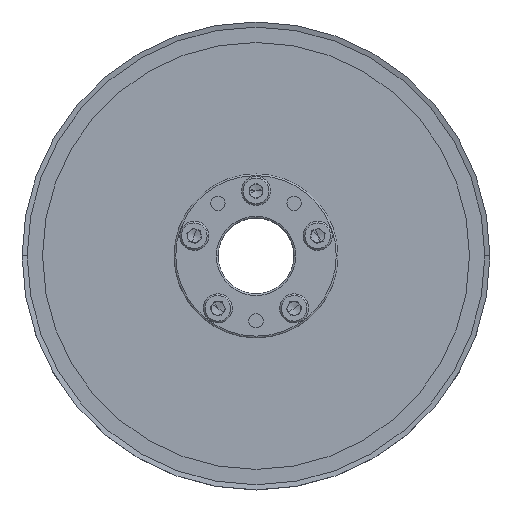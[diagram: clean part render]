
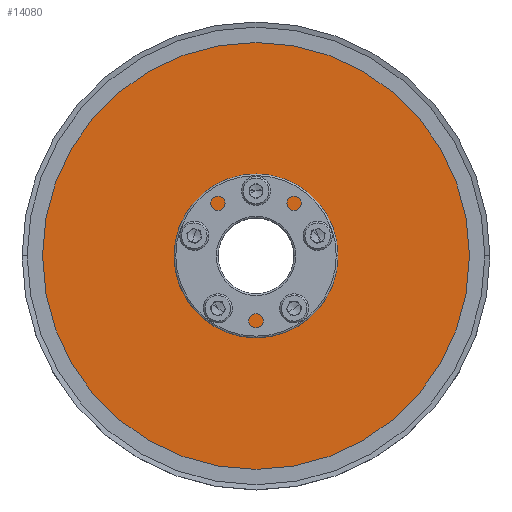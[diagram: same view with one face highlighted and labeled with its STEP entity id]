
A CAD part, top view. The second image highlights one B-rep face of the part: STEP entity #14080.
In plain terms, the highlighted planar face has unit normal (0, 0, 1).
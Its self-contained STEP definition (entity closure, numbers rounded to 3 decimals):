
#102 = EDGE_CURVE ( 'NONE', #1483, #2110, #18670, .T. ) ;
#126 = FACE_BOUND ( 'NONE', #17290, .T. ) ;
#341 = FACE_BOUND ( 'NONE', #2604, .T. ) ;
#618 = CARTESIAN_POINT ( 'NONE',  ( 62.5, 0., 22. ) ) ;
#721 = VERTEX_POINT ( 'NONE', #618 ) ;
#1087 = CARTESIAN_POINT ( 'NONE',  ( 15.97, 5.871, 22. ) ) ;
#1236 = DIRECTION ( 'NONE',  ( 1., 0., 0. ) ) ;
#1377 = AXIS2_PLACEMENT_3D ( 'NONE', #14473, #8075, #14662 ) ;
#1483 = VERTEX_POINT ( 'NONE', #3864 ) ;
#1588 = VERTEX_POINT ( 'NONE', #5707 ) ;
#1725 = DIRECTION ( 'NONE',  ( 0., 0., 1. ) ) ;
#1853 = EDGE_CURVE ( 'NONE', #6079, #5798, #8116, .T. ) ;
#1951 = AXIS2_PLACEMENT_3D ( 'NONE', #4021, #17263, #17158 ) ;
#2110 = VERTEX_POINT ( 'NONE', #20771 ) ;
#2269 = CARTESIAN_POINT ( 'NONE',  ( -9.068, -15.371, 22. ) ) ;
#2604 = EDGE_LOOP ( 'NONE', ( #2854, #9311 ) ) ;
#2672 = CIRCLE ( 'NONE', #8526, 2.1 ) ;
#2773 = CIRCLE ( 'NONE', #16188, 62.5 ) ;
#2849 = AXIS2_PLACEMENT_3D ( 'NONE', #20873, #17554, #17645 ) ;
#2854 = ORIENTED_EDGE ( 'NONE', *, *, #10279, .F. ) ;
#2945 = DIRECTION ( 'NONE',  ( 0., 0., 1. ) ) ;
#3025 = CARTESIAN_POINT ( 'NONE',  ( 12.413, 0., 22. ) ) ;
#3331 = DIRECTION ( 'NONE',  ( 1., 0., 0. ) ) ;
#3339 = FACE_BOUND ( 'NONE', #10842, .T. ) ;
#3864 = CARTESIAN_POINT ( 'NONE',  ( 9.068, -15.371, 22. ) ) ;
#3906 = DIRECTION ( 'NONE',  ( 0., 0., 1. ) ) ;
#3921 = AXIS2_PLACEMENT_3D ( 'NONE', #8285, #18178, #13137 ) ;
#4021 = CARTESIAN_POINT ( 'NONE',  ( -18.07, 5.871, 22. ) ) ;
#4064 = CIRCLE ( 'NONE', #16102, 12.413 ) ;
#4327 = CIRCLE ( 'NONE', #16359, 2.1 ) ;
#4720 = ORIENTED_EDGE ( 'NONE', *, *, #1853, .T. ) ;
#5590 = DIRECTION ( 'NONE',  ( -1., 0., 0. ) ) ;
#5707 = CARTESIAN_POINT ( 'NONE',  ( 20.17, 5.871, 22. ) ) ;
#5798 = VERTEX_POINT ( 'NONE', #12967 ) ;
#5997 = ORIENTED_EDGE ( 'NONE', *, *, #8514, .F. ) ;
#6079 = VERTEX_POINT ( 'NONE', #3025 ) ;
#6109 = CARTESIAN_POINT ( 'NONE',  ( 0., 0., 22. ) ) ;
#6173 = ORIENTED_EDGE ( 'NONE', *, *, #16328, .F. ) ;
#6217 = DIRECTION ( 'NONE',  ( 0., 0., 1. ) ) ;
#6461 = DIRECTION ( 'NONE',  ( 0., 0., 1. ) ) ;
#6662 = VERTEX_POINT ( 'NONE', #15342 ) ;
#6894 = VERTEX_POINT ( 'NONE', #8323 ) ;
#7151 = CARTESIAN_POINT ( 'NONE',  ( 0., 0., 22. ) ) ;
#7354 = CIRCLE ( 'NONE', #3921, 2.1 ) ;
#7402 = ORIENTED_EDGE ( 'NONE', *, *, #17843, .F. ) ;
#7429 = AXIS2_PLACEMENT_3D ( 'NONE', #20310, #8683, #5590 ) ;
#7572 = EDGE_CURVE ( 'NONE', #10161, #1588, #18238, .T. ) ;
#7798 = CIRCLE ( 'NONE', #1951, 2.1 ) ;
#7873 = CARTESIAN_POINT ( 'NONE',  ( -11.168, -15.371, 22. ) ) ;
#8031 = ORIENTED_EDGE ( 'NONE', *, *, #14506, .T. ) ;
#8075 = DIRECTION ( 'NONE',  ( 0., 0., 1. ) ) ;
#8116 = CIRCLE ( 'NONE', #7429, 12.413 ) ;
#8285 = CARTESIAN_POINT ( 'NONE',  ( 0., 19., 22. ) ) ;
#8323 = CARTESIAN_POINT ( 'NONE',  ( -20.17, 5.871, 22. ) ) ;
#8330 = ORIENTED_EDGE ( 'NONE', *, *, #102, .F. ) ;
#8514 = EDGE_CURVE ( 'NONE', #1588, #10161, #16539, .T. ) ;
#8526 = AXIS2_PLACEMENT_3D ( 'NONE', #18071, #13368, #3331 ) ;
#8654 = CARTESIAN_POINT ( 'NONE',  ( -2.1, 19., 22. ) ) ;
#8683 = DIRECTION ( 'NONE',  ( 0., 0., -1. ) ) ;
#9165 = ORIENTED_EDGE ( 'NONE', *, *, #7572, .F. ) ;
#9273 = CIRCLE ( 'NONE', #13060, 2.1 ) ;
#9294 = AXIS2_PLACEMENT_3D ( 'NONE', #11162, #6217, #19339 ) ;
#9311 = ORIENTED_EDGE ( 'NONE', *, *, #20027, .F. ) ;
#9522 = DIRECTION ( 'NONE',  ( 1., 0., 0. ) ) ;
#9920 = FACE_OUTER_BOUND ( 'NONE', #20908, .T. ) ;
#9926 = EDGE_LOOP ( 'NONE', ( #10317, #8330 ) ) ;
#10161 = VERTEX_POINT ( 'NONE', #1087 ) ;
#10264 = AXIS2_PLACEMENT_3D ( 'NONE', #12321, #6461, #13032 ) ;
#10279 = EDGE_CURVE ( 'NONE', #15812, #11892, #7354, .T. ) ;
#10317 = ORIENTED_EDGE ( 'NONE', *, *, #11709, .F. ) ;
#10330 = AXIS2_PLACEMENT_3D ( 'NONE', #7873, #16046, #19485 ) ;
#10486 = DIRECTION ( 'NONE',  ( 1., 0., 0. ) ) ;
#10595 = ORIENTED_EDGE ( 'NONE', *, *, #15895, .T. ) ;
#10842 = EDGE_LOOP ( 'NONE', ( #8031, #4720 ) ) ;
#11162 = CARTESIAN_POINT ( 'NONE',  ( 18.07, 5.871, 22. ) ) ;
#11381 = CARTESIAN_POINT ( 'NONE',  ( 11.168, -15.371, 22. ) ) ;
#11709 = EDGE_CURVE ( 'NONE', #2110, #1483, #4327, .T. ) ;
#11725 = ORIENTED_EDGE ( 'NONE', *, *, #19887, .F. ) ;
#11892 = VERTEX_POINT ( 'NONE', #8654 ) ;
#12054 = CIRCLE ( 'NONE', #10330, 2.1 ) ;
#12321 = CARTESIAN_POINT ( 'NONE',  ( -18.07, 5.871, 22. ) ) ;
#12549 = VERTEX_POINT ( 'NONE', #2269 ) ;
#12885 = DIRECTION ( 'NONE',  ( 1., 0., 0. ) ) ;
#12967 = CARTESIAN_POINT ( 'NONE',  ( -12.413, 0., 22. ) ) ;
#12989 = DIRECTION ( 'NONE',  ( 0., 0., 1. ) ) ;
#12990 = AXIS2_PLACEMENT_3D ( 'NONE', #7151, #3906, #10486 ) ;
#13032 = DIRECTION ( 'NONE',  ( 1., 0., 0. ) ) ;
#13060 = AXIS2_PLACEMENT_3D ( 'NONE', #17699, #2945, #9522 ) ;
#13137 = DIRECTION ( 'NONE',  ( 1., 0., 0. ) ) ;
#13153 = FACE_BOUND ( 'NONE', #13749, .T. ) ;
#13228 = CARTESIAN_POINT ( 'NONE',  ( 0., 0., 22. ) ) ;
#13368 = DIRECTION ( 'NONE',  ( 0., 0., 1. ) ) ;
#13374 = FACE_BOUND ( 'NONE', #9926, .T. ) ;
#13729 = ORIENTED_EDGE ( 'NONE', *, *, #16665, .F. ) ;
#13749 = EDGE_LOOP ( 'NONE', ( #5997, #9165 ) ) ;
#14049 = CIRCLE ( 'NONE', #10264, 2.1 ) ;
#14080 = ADVANCED_FACE ( 'NONE', ( #18075, #126, #13374, #13153, #341, #3339, #9920 ), #15092, .T. ) ;
#14473 = CARTESIAN_POINT ( 'NONE',  ( 18.07, 5.871, 22. ) ) ;
#14506 = EDGE_CURVE ( 'NONE', #5798, #6079, #4064, .T. ) ;
#14662 = DIRECTION ( 'NONE',  ( 1., 0., 0. ) ) ;
#14725 = CIRCLE ( 'NONE', #12990, 62.5 ) ;
#14764 = ORIENTED_EDGE ( 'NONE', *, *, #19790, .T. ) ;
#15068 = AXIS2_PLACEMENT_3D ( 'NONE', #19916, #1725, #19803 ) ;
#15092 = PLANE ( 'NONE',  #15068 ) ;
#15309 = CARTESIAN_POINT ( 'NONE',  ( -15.97, 5.871, 22. ) ) ;
#15342 = CARTESIAN_POINT ( 'NONE',  ( -62.5, 0., 22. ) ) ;
#15696 = CARTESIAN_POINT ( 'NONE',  ( -13.268, -15.371, 22. ) ) ;
#15758 = VERTEX_POINT ( 'NONE', #15696 ) ;
#15812 = VERTEX_POINT ( 'NONE', #18605 ) ;
#15895 = EDGE_CURVE ( 'NONE', #6662, #721, #2773, .T. ) ;
#15985 = DIRECTION ( 'NONE',  ( 0., 0., 1. ) ) ;
#16046 = DIRECTION ( 'NONE',  ( 0., 0., 1. ) ) ;
#16102 = AXIS2_PLACEMENT_3D ( 'NONE', #13228, #16776, #19784 ) ;
#16188 = AXIS2_PLACEMENT_3D ( 'NONE', #6109, #12989, #12885 ) ;
#16328 = EDGE_CURVE ( 'NONE', #12549, #15758, #9273, .T. ) ;
#16359 = AXIS2_PLACEMENT_3D ( 'NONE', #11381, #15985, #1236 ) ;
#16539 = CIRCLE ( 'NONE', #1377, 2.1 ) ;
#16665 = EDGE_CURVE ( 'NONE', #15758, #12549, #12054, .T. ) ;
#16776 = DIRECTION ( 'NONE',  ( 0., 0., -1. ) ) ;
#17158 = DIRECTION ( 'NONE',  ( 1., 0., 0. ) ) ;
#17263 = DIRECTION ( 'NONE',  ( 0., 0., 1. ) ) ;
#17290 = EDGE_LOOP ( 'NONE', ( #6173, #13729 ) ) ;
#17554 = DIRECTION ( 'NONE',  ( 0., 0., 1. ) ) ;
#17645 = DIRECTION ( 'NONE',  ( 1., 0., 0. ) ) ;
#17699 = CARTESIAN_POINT ( 'NONE',  ( -11.168, -15.371, 22. ) ) ;
#17843 = EDGE_CURVE ( 'NONE', #6894, #18383, #7798, .T. ) ;
#18071 = CARTESIAN_POINT ( 'NONE',  ( 0., 19., 22. ) ) ;
#18075 = FACE_BOUND ( 'NONE', #20325, .T. ) ;
#18178 = DIRECTION ( 'NONE',  ( 0., 0., 1. ) ) ;
#18238 = CIRCLE ( 'NONE', #9294, 2.1 ) ;
#18383 = VERTEX_POINT ( 'NONE', #15309 ) ;
#18605 = CARTESIAN_POINT ( 'NONE',  ( 2.1, 19., 22. ) ) ;
#18670 = CIRCLE ( 'NONE', #2849, 2.1 ) ;
#19339 = DIRECTION ( 'NONE',  ( 1., 0., 0. ) ) ;
#19485 = DIRECTION ( 'NONE',  ( 1., 0., 0. ) ) ;
#19784 = DIRECTION ( 'NONE',  ( -1., 0., 0. ) ) ;
#19790 = EDGE_CURVE ( 'NONE', #721, #6662, #14725, .T. ) ;
#19803 = DIRECTION ( 'NONE',  ( 1., 0., 0. ) ) ;
#19887 = EDGE_CURVE ( 'NONE', #18383, #6894, #14049, .T. ) ;
#19916 = CARTESIAN_POINT ( 'NONE',  ( -1.058, 32.971, 22. ) ) ;
#20027 = EDGE_CURVE ( 'NONE', #11892, #15812, #2672, .T. ) ;
#20310 = CARTESIAN_POINT ( 'NONE',  ( 0., 0., 22. ) ) ;
#20325 = EDGE_LOOP ( 'NONE', ( #11725, #7402 ) ) ;
#20771 = CARTESIAN_POINT ( 'NONE',  ( 13.268, -15.371, 22. ) ) ;
#20873 = CARTESIAN_POINT ( 'NONE',  ( 11.168, -15.371, 22. ) ) ;
#20908 = EDGE_LOOP ( 'NONE', ( #14764, #10595 ) ) ;
